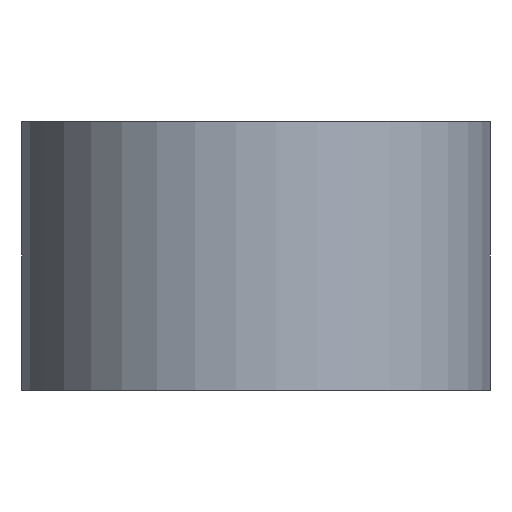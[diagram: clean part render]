
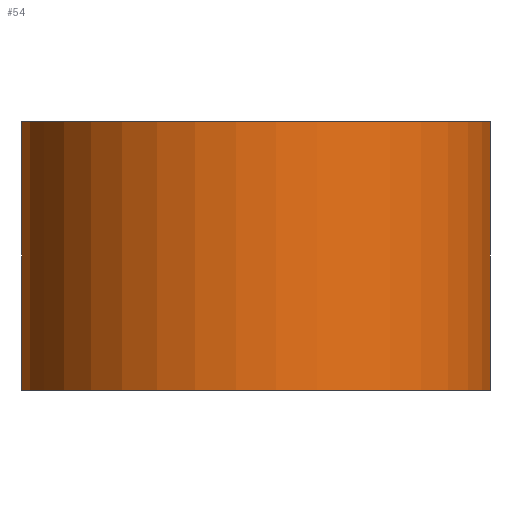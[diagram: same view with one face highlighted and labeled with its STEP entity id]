
A CAD part, left-side view. The second image highlights one B-rep face of the part: STEP entity #54.
In plain terms, the highlighted cylindrical face has radius 3.5 mm (diameter 7 mm), a partial arc.
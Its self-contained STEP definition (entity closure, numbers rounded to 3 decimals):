
#37=CYLINDRICAL_SURFACE('',#457,3.5);
#42=FACE_OUTER_BOUND('',#101,.T.);
#54=ADVANCED_FACE('',(#42),#37,.T.);
#101=EDGE_LOOP('',(#132,#133,#134,#135));
#132=ORIENTED_EDGE('',*,*,#246,.T.);
#133=ORIENTED_EDGE('',*,*,#247,.F.);
#134=ORIENTED_EDGE('',*,*,#241,.F.);
#135=ORIENTED_EDGE('',*,*,#248,.T.);
#211=VERTEX_POINT('',#603);
#212=VERTEX_POINT('',#605);
#216=VERTEX_POINT('',#615);
#217=VERTEX_POINT('',#616);
#241=EDGE_CURVE('',#211,#212,#283,.T.);
#246=EDGE_CURVE('',#216,#217,#285,.T.);
#247=EDGE_CURVE('',#212,#217,#345,.T.);
#248=EDGE_CURVE('',#211,#216,#346,.T.);
#283=CIRCLE('',#453,3.5);
#285=CIRCLE('',#456,3.5);
#345=LINE('',#617,#387);
#346=LINE('',#618,#388);
#387=VECTOR('',#510,1.);
#388=VECTOR('',#511,1.);
#453=AXIS2_PLACEMENT_3D('',#604,#499,#500);
#456=AXIS2_PLACEMENT_3D('',#614,#508,#509);
#457=AXIS2_PLACEMENT_3D('',#619,#512,#513);
#499=DIRECTION('',(0.,0.,1.));
#500=DIRECTION('',(1.,0.,0.));
#508=DIRECTION('',(0.,0.,1.));
#509=DIRECTION('',(1.,0.,0.));
#510=DIRECTION('',(0.,0.,-1.));
#511=DIRECTION('',(0.,0.,-1.));
#512=DIRECTION('',(0.,0.,-1.));
#513=DIRECTION('',(-1.,0.,0.));
#603=CARTESIAN_POINT('',(-127.929,49.779,4.));
#604=CARTESIAN_POINT('',(-130.378,47.279,4.));
#605=CARTESIAN_POINT('',(-127.929,44.779,4.));
#614=CARTESIAN_POINT('',(-130.378,47.279,0.));
#615=CARTESIAN_POINT('',(-127.929,49.779,0.));
#616=CARTESIAN_POINT('',(-127.929,44.779,0.));
#617=CARTESIAN_POINT('',(-127.929,44.779,4.));
#618=CARTESIAN_POINT('',(-127.929,49.779,4.));
#619=CARTESIAN_POINT('',(-130.378,47.279,4.));
